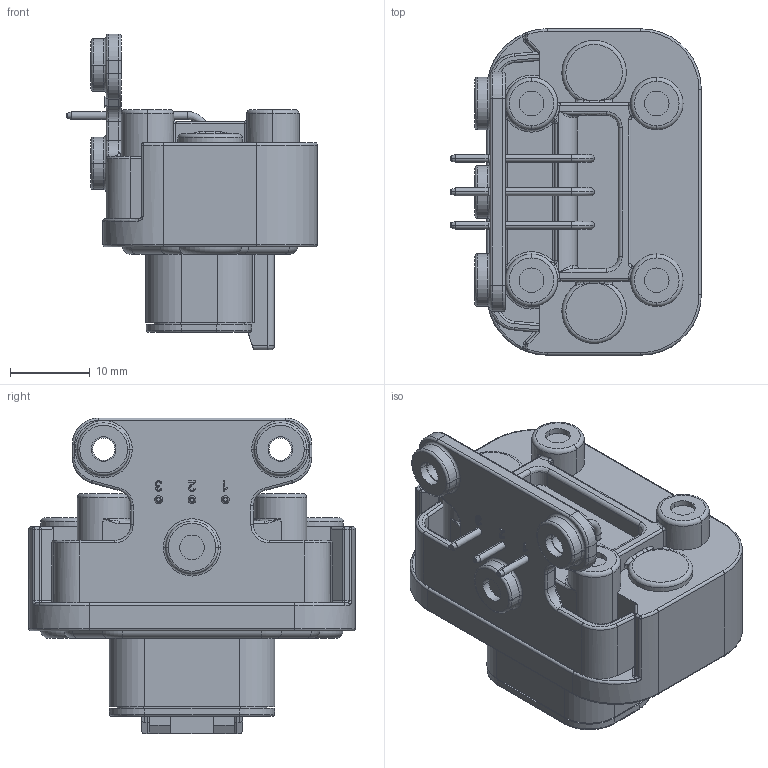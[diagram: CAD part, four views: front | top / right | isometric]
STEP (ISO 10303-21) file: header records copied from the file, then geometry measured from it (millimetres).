
FILE_DESCRIPTION((''),'2;1');
FILE_NAME('PL000633-03-RA-01','2018-08-10T',('Peter.Yang'),(''),'PRO/ENGINEER BY PARAMETRIC TECHNOLOGY CORPORATION, 2016360','PRO/ENGINEER BY PARAMETRIC TECHNOLOGY CORPORATION, 2016360','');
FILE_SCHEMA(('CONFIG_CONTROL_DESIGN'));
Length unit declared in the file: millimetre
Products named in the file (1): PL000633-03-RA-01
Bounding box: 31.5 x 41.02 x 39.7 mm (x, y, z)
Volume: 15518.9 mm3; surface area: 8048 mm2
Topology: 1 solids, 1 shells, 805 faces, 2059 edges, 1279 vertices
Faces by surface type: cylinder 254, plane 239, torus 106, extrusion 98, bspline 64, cone 28, sphere 16
Entity records: 27311 total; most frequent: CARTESIAN_POINT 8404, ORIENTED_EDGE 4098, DIRECTION 3688, EDGE_CURVE 2049, AXIS2_PLACEMENT_3D 1340, VERTEX_POINT 1277, VECTOR 1008, LINE 910
